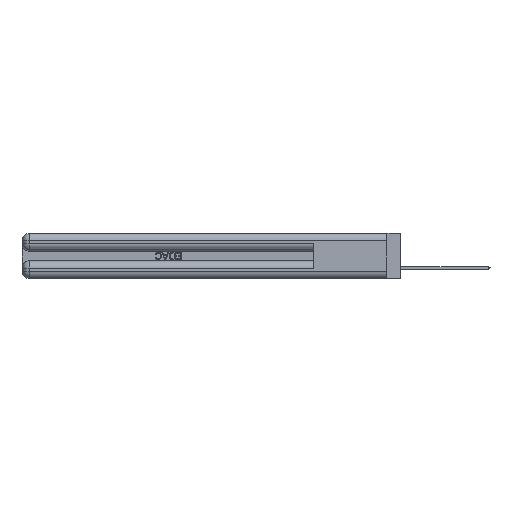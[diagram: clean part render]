
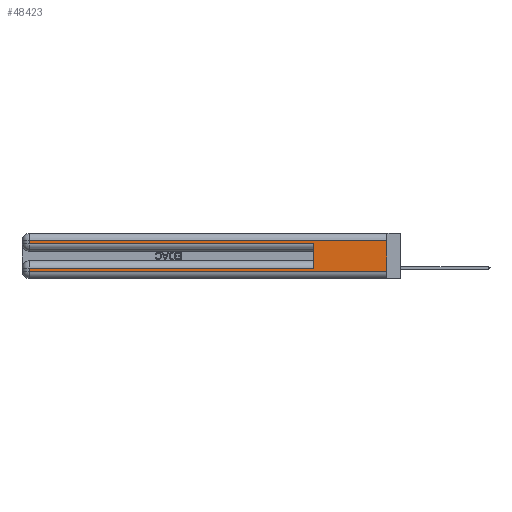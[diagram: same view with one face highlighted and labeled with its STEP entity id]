
A CAD part, left-side view. The second image highlights one B-rep face of the part: STEP entity #48423.
In plain terms, the highlighted planar face has unit normal (-1, 0, 0).
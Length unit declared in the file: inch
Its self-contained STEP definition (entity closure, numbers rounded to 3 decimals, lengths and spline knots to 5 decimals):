
#218 = VECTOR ( 'NONE', #23872, 39.37008 ) ;
#969 = VERTEX_POINT ( 'NONE', #53402 ) ;
#2620 = CARTESIAN_POINT ( 'NONE',  ( 0., 0.6, 0.145 ) ) ;
#3446 = LINE ( 'NONE', #2620, #28534 ) ;
#3678 = CARTESIAN_POINT ( 'NONE',  ( 0., 0., 0.31 ) ) ;
#3898 = VERTEX_POINT ( 'NONE', #6429 ) ;
#4654 = EDGE_CURVE ( 'NONE', #45762, #8144, #24807, .T. ) ;
#5097 = ORIENTED_EDGE ( 'NONE', *, *, #4654, .T. ) ;
#5395 = VECTOR ( 'NONE', #48920, 39.37008 ) ;
#5407 = DIRECTION ( 'NONE',  ( 0., 0., -1. ) ) ;
#5993 = AXIS2_PLACEMENT_3D ( 'NONE', #22423, #18566, #48073 ) ;
#6277 = VERTEX_POINT ( 'NONE', #48413 ) ;
#6429 = CARTESIAN_POINT ( 'NONE',  ( 0., 0.6, 0.285 ) ) ;
#6647 = EDGE_CURVE ( 'NONE', #51259, #969, #47082, .T. ) ;
#7123 = LINE ( 'NONE', #20593, #28863 ) ;
#7545 = CARTESIAN_POINT ( 'NONE',  ( 0., 2.94, 0.285 ) ) ;
#8144 = VERTEX_POINT ( 'NONE', #35510 ) ;
#8720 = VECTOR ( 'NONE', #28764, 39.37008 ) ;
#8946 = CARTESIAN_POINT ( 'NONE',  ( 0., 2.94, 0.06 ) ) ;
#9568 = FACE_OUTER_BOUND ( 'NONE', #13070, .T. ) ;
#10335 = CARTESIAN_POINT ( 'NONE',  ( 0., 2.94, 0.37 ) ) ;
#13070 = EDGE_LOOP ( 'NONE', ( #32316, #5097, #15039, #30666, #37714, #45053, #16077, #50227 ) ) ;
#13944 = PLANE ( 'NONE',  #5993 ) ;
#14858 = VECTOR ( 'NONE', #36059, 39.37008 ) ;
#15039 = ORIENTED_EDGE ( 'NONE', *, *, #40577, .T. ) ;
#16041 = CARTESIAN_POINT ( 'NONE',  ( 0., 0., 0.37 ) ) ;
#16077 = ORIENTED_EDGE ( 'NONE', *, *, #52202, .T. ) ;
#18566 = DIRECTION ( 'NONE',  ( 1., 0., 0. ) ) ;
#18607 = LINE ( 'NONE', #16041, #49609 ) ;
#20411 = DIRECTION ( 'NONE',  ( 0., -1., 0. ) ) ;
#20593 = CARTESIAN_POINT ( 'NONE',  ( 0., 0., 0.285 ) ) ;
#21907 = LINE ( 'NONE', #10335, #5395 ) ;
#22423 = CARTESIAN_POINT ( 'NONE',  ( 0., 0., 0.37 ) ) ;
#22886 = CARTESIAN_POINT ( 'NONE',  ( 0., 0.6, 0.085 ) ) ;
#23865 = DIRECTION ( 'NONE',  ( 0., 0., 1. ) ) ;
#23872 = DIRECTION ( 'NONE',  ( 0., 0., -1. ) ) ;
#24672 = EDGE_CURVE ( 'NONE', #45762, #969, #18607, .T. ) ;
#24807 = LINE ( 'NONE', #27149, #14858 ) ;
#27141 = DIRECTION ( 'NONE',  ( 0., -1., 0. ) ) ;
#27149 = CARTESIAN_POINT ( 'NONE',  ( 0., 0., 0.31 ) ) ;
#27693 = CARTESIAN_POINT ( 'NONE',  ( 0., 2.94, 0.37 ) ) ;
#28534 = VECTOR ( 'NONE', #23865, 39.37008 ) ;
#28764 = DIRECTION ( 'NONE',  ( 0., 1., 0. ) ) ;
#28863 = VECTOR ( 'NONE', #20411, 39.37008 ) ;
#30666 = ORIENTED_EDGE ( 'NONE', *, *, #43401, .T. ) ;
#32210 = EDGE_CURVE ( 'NONE', #39235, #3898, #3446, .T. ) ;
#32316 = ORIENTED_EDGE ( 'NONE', *, *, #24672, .F. ) ;
#33198 = VERTEX_POINT ( 'NONE', #7545 ) ;
#33299 = LINE ( 'NONE', #27693, #218 ) ;
#35458 = CARTESIAN_POINT ( 'NONE',  ( 0., 0., 0.06 ) ) ;
#35510 = CARTESIAN_POINT ( 'NONE',  ( 0., 2.94, 0.31 ) ) ;
#36059 = DIRECTION ( 'NONE',  ( 0., 1., 0. ) ) ;
#36530 = VECTOR ( 'NONE', #27141, 39.37008 ) ;
#37714 = ORIENTED_EDGE ( 'NONE', *, *, #32210, .F. ) ;
#39235 = VERTEX_POINT ( 'NONE', #22886 ) ;
#40577 = EDGE_CURVE ( 'NONE', #8144, #33198, #33299, .T. ) ;
#41321 = EDGE_CURVE ( 'NONE', #39235, #6277, #43084, .T. ) ;
#41572 = CARTESIAN_POINT ( 'NONE',  ( 0., 0., 0.085 ) ) ;
#43084 = LINE ( 'NONE', #41572, #8720 ) ;
#43401 = EDGE_CURVE ( 'NONE', #33198, #3898, #7123, .T. ) ;
#45053 = ORIENTED_EDGE ( 'NONE', *, *, #41321, .T. ) ;
#45762 = VERTEX_POINT ( 'NONE', #3678 ) ;
#47082 = LINE ( 'NONE', #35458, #36530 ) ;
#48073 = DIRECTION ( 'NONE',  ( 0., 0., -1. ) ) ;
#48413 = CARTESIAN_POINT ( 'NONE',  ( 0., 2.94, 0.085 ) ) ;
#48423 = ADVANCED_FACE ( 'NONE', ( #9568 ), #13944, .F. ) ;
#48920 = DIRECTION ( 'NONE',  ( 0., 0., -1. ) ) ;
#49609 = VECTOR ( 'NONE', #5407, 39.37008 ) ;
#50227 = ORIENTED_EDGE ( 'NONE', *, *, #6647, .T. ) ;
#51259 = VERTEX_POINT ( 'NONE', #8946 ) ;
#52202 = EDGE_CURVE ( 'NONE', #6277, #51259, #21907, .T. ) ;
#53402 = CARTESIAN_POINT ( 'NONE',  ( 0., 0., 0.06 ) ) ;
